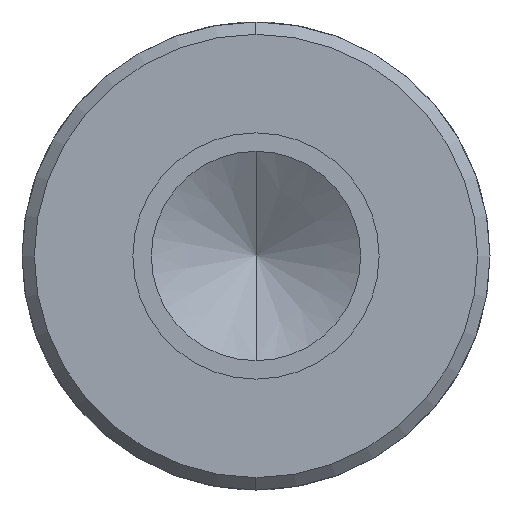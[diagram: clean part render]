
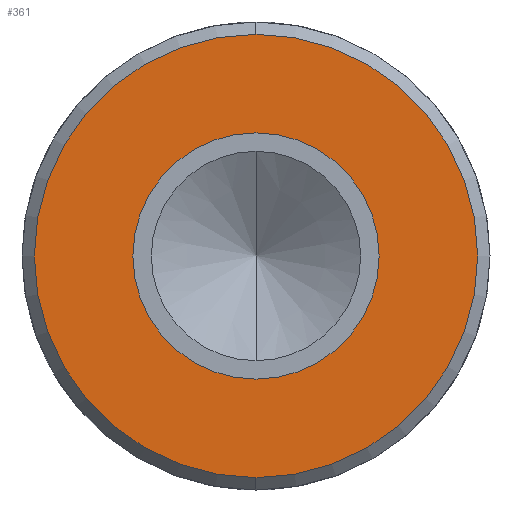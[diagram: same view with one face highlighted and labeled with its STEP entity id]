
A CAD part, left-side view. The second image highlights one B-rep face of the part: STEP entity #361.
In plain terms, the highlighted planar face has unit normal (-1, 0, 0).
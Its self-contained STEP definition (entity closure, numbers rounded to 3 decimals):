
#196 = EDGE_CURVE ( 'NONE', #316, #321, #541, .T. ) ;
#205 = EDGE_LOOP ( 'NONE', ( #362, #284 ) ) ;
#206 = EDGE_CURVE ( 'NONE', #305, #336, #531, .T. ) ;
#207 = EDGE_LOOP ( 'NONE', ( #253, #363 ) ) ;
#253 = ORIENTED_EDGE ( 'NONE', *, *, #206, .T. ) ;
#284 = ORIENTED_EDGE ( 'NONE', *, *, #196, .F. ) ;
#305 = VERTEX_POINT ( 'NONE', #478 ) ;
#316 = VERTEX_POINT ( 'NONE', #785 ) ;
#321 = VERTEX_POINT ( 'NONE', #777 ) ;
#335 = EDGE_CURVE ( 'NONE', #336, #305, #798, .T. ) ;
#336 = VERTEX_POINT ( 'NONE', #689 ) ;
#361 = ADVANCED_FACE ( 'NONE', ( #837, #668 ), #682, .F. ) ;
#362 = ORIENTED_EDGE ( 'NONE', *, *, #364, .F. ) ;
#363 = ORIENTED_EDGE ( 'NONE', *, *, #335, .T. ) ;
#364 = EDGE_CURVE ( 'NONE', #321, #316, #832, .T. ) ;
#478 = CARTESIAN_POINT ( 'NONE',  ( -40., 0., -9. ) ) ;
#531 = CIRCLE ( 'NONE', #577, 9. ) ;
#532 = DIRECTION ( 'NONE',  ( 0., 0., 1. ) ) ;
#533 = DIRECTION ( 'NONE',  ( -1., 0., 0. ) ) ;
#534 = CARTESIAN_POINT ( 'NONE',  ( -40., 0., 0. ) ) ;
#537 = CARTESIAN_POINT ( 'NONE',  ( -40., 0., 0. ) ) ;
#540 = DIRECTION ( 'NONE',  ( -1., 0., 0. ) ) ;
#541 = CIRCLE ( 'NONE', #545, 5. ) ;
#545 = AXIS2_PLACEMENT_3D ( 'NONE', #534, #533, #532 ) ;
#570 = DIRECTION ( 'NONE',  ( 0., 0., -1. ) ) ;
#577 = AXIS2_PLACEMENT_3D ( 'NONE', #537, #540, #570 ) ;
#668 = FACE_BOUND ( 'NONE', #205, .T. ) ;
#669 = AXIS2_PLACEMENT_3D ( 'NONE', #829, #828, #827 ) ;
#682 = PLANE ( 'NONE',  #669 ) ;
#684 = DIRECTION ( 'NONE',  ( 0., 0., -1. ) ) ;
#685 = DIRECTION ( 'NONE',  ( -1., 0., 0. ) ) ;
#689 = CARTESIAN_POINT ( 'NONE',  ( -40., 0., 9. ) ) ;
#733 = DIRECTION ( 'NONE',  ( 0., 0., 1. ) ) ;
#734 = DIRECTION ( 'NONE',  ( -1., 0., 0. ) ) ;
#735 = CARTESIAN_POINT ( 'NONE',  ( -40., 0., 0. ) ) ;
#736 = AXIS2_PLACEMENT_3D ( 'NONE', #735, #734, #733 ) ;
#777 = CARTESIAN_POINT ( 'NONE',  ( -40., 0., 5. ) ) ;
#785 = CARTESIAN_POINT ( 'NONE',  ( -40., 0., -5. ) ) ;
#787 = AXIS2_PLACEMENT_3D ( 'NONE', #804, #685, #684 ) ;
#798 = CIRCLE ( 'NONE', #787, 9. ) ;
#804 = CARTESIAN_POINT ( 'NONE',  ( -40., 0., 0. ) ) ;
#827 = DIRECTION ( 'NONE',  ( 0., 0., -1. ) ) ;
#828 = DIRECTION ( 'NONE',  ( 1., 0., 0. ) ) ;
#829 = CARTESIAN_POINT ( 'NONE',  ( -40., 9.5, 0. ) ) ;
#832 = CIRCLE ( 'NONE', #736, 5. ) ;
#837 = FACE_OUTER_BOUND ( 'NONE', #207, .T. ) ;
